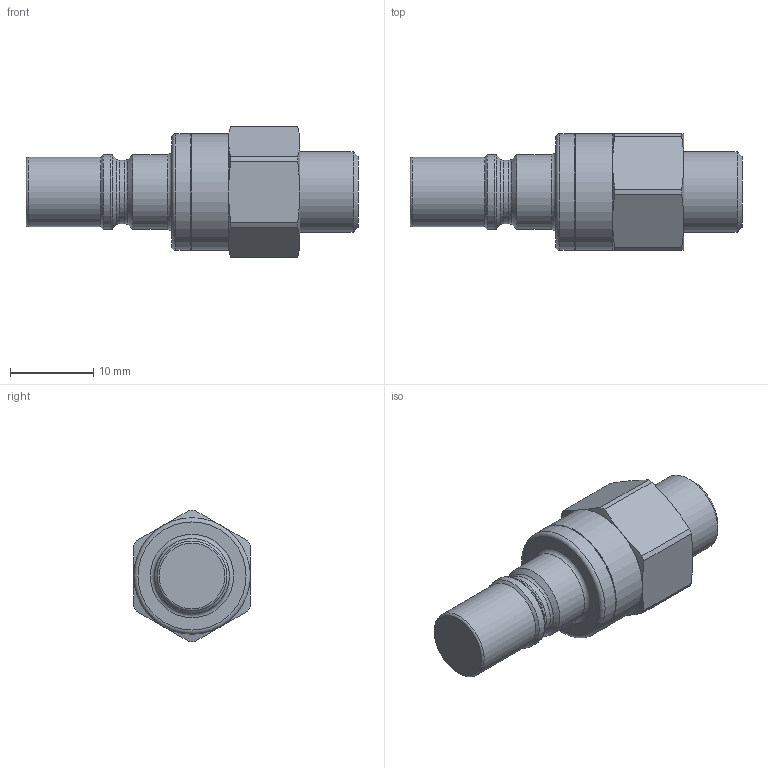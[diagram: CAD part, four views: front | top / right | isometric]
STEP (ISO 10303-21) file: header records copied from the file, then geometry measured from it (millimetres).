
FILE_DESCRIPTION((''),'2;1');
FILE_NAME('204slaw10men.stp','2013-10-23T10:47:05',('SW119480'),(''),'Autodesk Inventor 2013','Autodesk Inventor 2013','');
FILE_SCHEMA(('AUTOMOTIVE_DESIGN { 1 0 10303 214 1 1 1 1 }'));
Length unit declared in the file: millimetre
Products named in the file (1): D108102
Bounding box: 39.9 x 14 x 15.8 mm (x, y, z)
Volume: 4019.1 mm3; surface area: 1710.6 mm2
Topology: 1 solids, 1 shells, 47 faces, 99 edges, 57 vertices
Faces by surface type: cone 17, cylinder 13, plane 11, torus 6
Full cylindrical faces by diameter (mm): 7.6 x1, 8.4 x1, 9 x2, 9.728 x1, 14 x2
Entity records: 1215 total; most frequent: CARTESIAN_POINT 234, DIRECTION 198, ORIENTED_EDGE 162, AXIS2_PLACEMENT_3D 93, EDGE_CURVE 81, EDGE_LOOP 68, VERTEX_POINT 57, STYLED_ITEM 48
